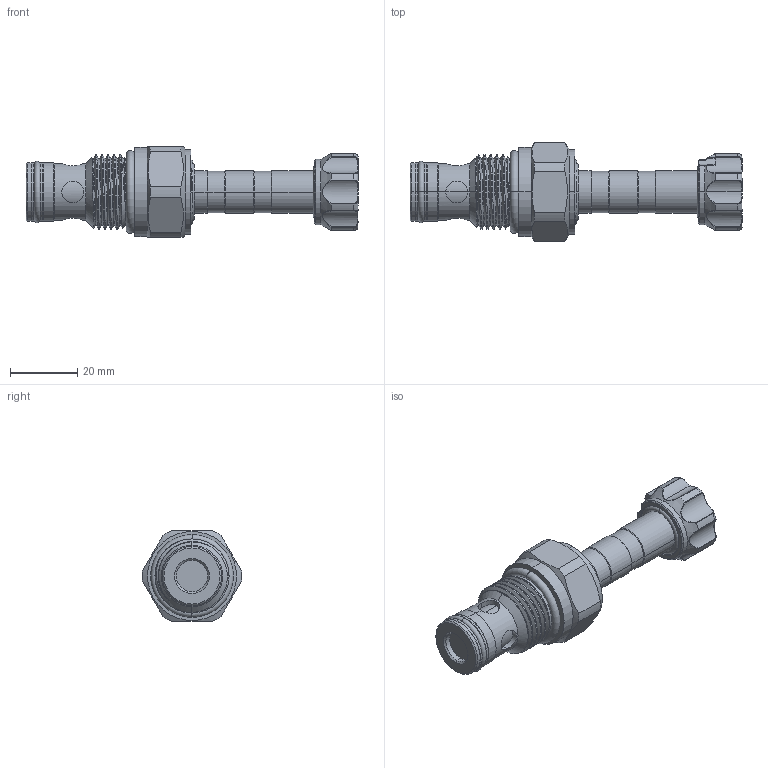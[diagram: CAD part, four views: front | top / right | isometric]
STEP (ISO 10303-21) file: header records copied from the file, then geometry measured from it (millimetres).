
FILE_DESCRIPTION (( 'STEP AP203' ), '1' );
FILE_NAME ('EP76E2A04N05.STEP', '2022-06-22T06:53:33', ( '' ), ( '' ), 'SwSTEP 2.0', 'SolidWorks 2018', '' );
FILE_SCHEMA (( 'CONFIG_CONTROL_DESIGN' ));
Length unit declared in the file: millimetre
Products named in the file (1): EP76E2A04N05
Bounding box: 98.65 x 29.58 x 27 mm (x, y, z)
Volume: 27901 mm3; surface area: 8673.5 mm2
Topology: 1 solids, 1 shells, 251 faces, 609 edges, 374 vertices
Faces by surface type: cylinder 119, bspline 40, cone 34, torus 31, plane 27
Entity records: 13599 total; most frequent: CARTESIAN_POINT 8012, ORIENTED_EDGE 1214, DIRECTION 1098, EDGE_CURVE 607, AXIS2_PLACEMENT_3D 469, VERTEX_POINT 374, EDGE_LOOP 269, CIRCLE 257
